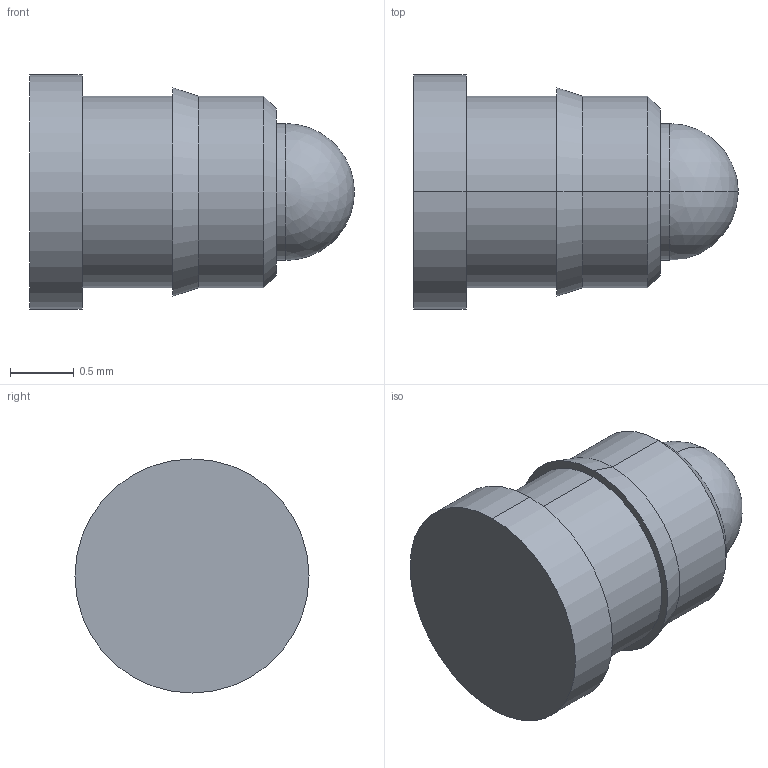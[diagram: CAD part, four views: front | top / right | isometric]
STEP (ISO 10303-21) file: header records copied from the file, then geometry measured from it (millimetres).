
FILE_DESCRIPTION (( 'STEP AP214' ), '1' );
FILE_NAME ('UEBK-13300.STEP', '2019-07-08T06:24:59', ( '' ), ( '' ), 'SwSTEP 2.0', 'SolidWorks 2019', '' );
FILE_SCHEMA (( 'AUTOMOTIVE_DESIGN' ));
Length unit declared in the file: millimetre
Products named in the file (1): UEBK-13300
Bounding box: 2.54 x 1.83 x 1.83 mm (x, y, z)
Volume: 4.2 mm3; surface area: 16.1 mm2
Topology: 1 solids, 1 shells, 18 faces, 38 edges, 23 vertices
Faces by surface type: cylinder 8, cone 4, plane 4, sphere 2
Entity records: 692 total; most frequent: DIRECTION 94, CARTESIAN_POINT 74, ORIENTED_EDGE 68, AXIS2_PLACEMENT_3D 41, EDGE_CURVE 34, CIRCLE 22, VERTEX_POINT 21, UNCERTAINTY_MEASURE_WITH_UNIT 21
